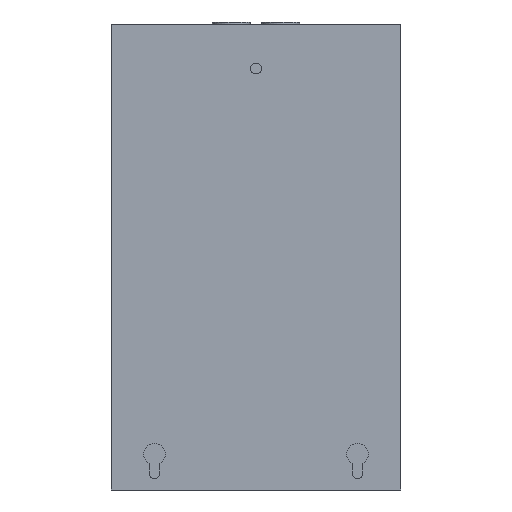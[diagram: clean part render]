
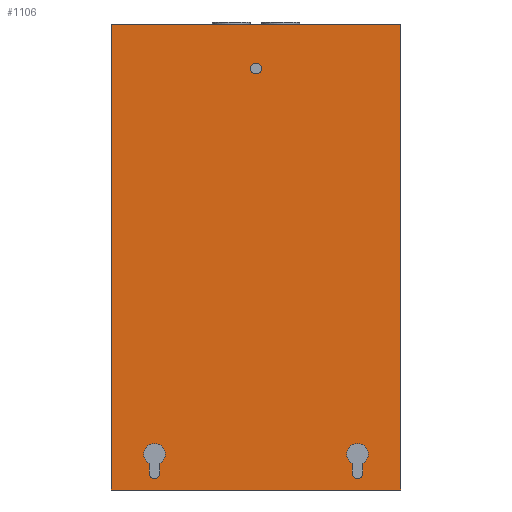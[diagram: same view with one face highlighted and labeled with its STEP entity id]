
A CAD part, front view. The second image highlights one B-rep face of the part: STEP entity #1106.
In plain terms, the highlighted planar face has unit normal (0, -1, 0).
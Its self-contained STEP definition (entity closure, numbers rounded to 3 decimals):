
#1 = DIRECTION ( 'NONE',  ( 0., -1., 0. ) ) ;
#3 = FACE_BOUND ( 'NONE', #1552, .T. ) ;
#28 = CARTESIAN_POINT ( 'NONE',  ( 64.75, -1.5, -131.25 ) ) ;
#32 = ORIENTED_EDGE ( 'NONE', *, *, #1087, .F. ) ;
#42 = AXIS2_PLACEMENT_3D ( 'NONE', #1615, #1480, #261 ) ;
#44 = CARTESIAN_POINT ( 'NONE',  ( -61.5, -1.5, -131.25 ) ) ;
#48 = ORIENTED_EDGE ( 'NONE', *, *, #1126, .T. ) ;
#54 = VERTEX_POINT ( 'NONE', #778 ) ;
#62 = CARTESIAN_POINT ( 'NONE',  ( 87.6, -1.5, -141.45 ) ) ;
#93 = EDGE_CURVE ( 'NONE', #1535, #348, #699, .T. ) ;
#113 = CARTESIAN_POINT ( 'NONE',  ( 61.5, -1.5, -134.5 ) ) ;
#118 = ORIENTED_EDGE ( 'NONE', *, *, #1541, .F. ) ;
#133 = VERTEX_POINT ( 'NONE', #678 ) ;
#174 = DIRECTION ( 'NONE',  ( 0., 0., 1. ) ) ;
#176 = CARTESIAN_POINT ( 'NONE',  ( -58.25, -1.5, -131.25 ) ) ;
#199 = ORIENTED_EDGE ( 'NONE', *, *, #1685, .F. ) ;
#200 = EDGE_CURVE ( 'NONE', #994, #451, #1226, .T. ) ;
#225 = VECTOR ( 'NONE', #318, 1000. ) ;
#230 = EDGE_CURVE ( 'NONE', #451, #426, #1702, .T. ) ;
#234 = CARTESIAN_POINT ( 'NONE',  ( 87.6, -1.5, 140.249 ) ) ;
#237 = EDGE_CURVE ( 'NONE', #1267, #978, #677, .T. ) ;
#247 = ORIENTED_EDGE ( 'NONE', *, *, #230, .F. ) ;
#253 = DIRECTION ( 'NONE',  ( 0., 1., 0. ) ) ;
#258 = EDGE_LOOP ( 'NONE', ( #315, #446, #118, #611, #838 ) ) ;
#261 = DIRECTION ( 'NONE',  ( 0., 0., 1. ) ) ;
#276 = FACE_BOUND ( 'NONE', #258, .T. ) ;
#298 = LINE ( 'NONE', #564, #225 ) ;
#315 = ORIENTED_EDGE ( 'NONE', *, *, #1210, .F. ) ;
#318 = DIRECTION ( 'NONE',  ( 0., 0., 1. ) ) ;
#322 = VERTEX_POINT ( 'NONE', #176 ) ;
#324 = CARTESIAN_POINT ( 'NONE',  ( 61.5, -1.5, -119.75 ) ) ;
#328 = VERTEX_POINT ( 'NONE', #1678 ) ;
#336 = CARTESIAN_POINT ( 'NONE',  ( -61.5, -1.5, -119.75 ) ) ;
#348 = VERTEX_POINT ( 'NONE', #28 ) ;
#390 = VERTEX_POINT ( 'NONE', #391 ) ;
#391 = CARTESIAN_POINT ( 'NONE',  ( 58.25, -1.5, -131.25 ) ) ;
#396 = CARTESIAN_POINT ( 'NONE',  ( 58.25, -1.5, -125.379 ) ) ;
#404 = DIRECTION ( 'NONE',  ( 0., 0., 1. ) ) ;
#406 = EDGE_CURVE ( 'NONE', #978, #1389, #1729, .T. ) ;
#413 = DIRECTION ( 'NONE',  ( 0., -1., 0. ) ) ;
#426 = VERTEX_POINT ( 'NONE', #899 ) ;
#429 = ORIENTED_EDGE ( 'NONE', *, *, #577, .T. ) ;
#436 = ORIENTED_EDGE ( 'NONE', *, *, #406, .F. ) ;
#446 = ORIENTED_EDGE ( 'NONE', *, *, #93, .F. ) ;
#448 = DIRECTION ( 'NONE',  ( -1., 0., 0. ) ) ;
#451 = VERTEX_POINT ( 'NONE', #1316 ) ;
#467 = VECTOR ( 'NONE', #1631, 1000. ) ;
#468 = CIRCLE ( 'NONE', #1760, 3.25 ) ;
#525 = EDGE_CURVE ( 'NONE', #133, #322, #468, .T. ) ;
#532 = DIRECTION ( 'NONE',  ( 0., 0., -1. ) ) ;
#537 = AXIS2_PLACEMENT_3D ( 'NONE', #44, #1649, #1673 ) ;
#538 = CARTESIAN_POINT ( 'NONE',  ( 61.5, -1.5, -131.25 ) ) ;
#556 = VECTOR ( 'NONE', #1577, 1000. ) ;
#564 = CARTESIAN_POINT ( 'NONE',  ( 64.75, -1.5, -125.379 ) ) ;
#577 = EDGE_CURVE ( 'NONE', #994, #1309, #1604, .T. ) ;
#589 = EDGE_CURVE ( 'NONE', #744, #390, #1624, .T. ) ;
#611 = ORIENTED_EDGE ( 'NONE', *, *, #589, .F. ) ;
#654 = AXIS2_PLACEMENT_3D ( 'NONE', #1766, #792, #1749 ) ;
#655 = CIRCLE ( 'NONE', #738, 3.25 ) ;
#677 = CIRCLE ( 'NONE', #1647, 6.5 ) ;
#678 = CARTESIAN_POINT ( 'NONE',  ( -61.5, -1.5, -134.5 ) ) ;
#681 = PLANE ( 'NONE',  #871 ) ;
#685 = AXIS2_PLACEMENT_3D ( 'NONE', #324, #1385, #174 ) ;
#686 = CIRCLE ( 'NONE', #537, 3.25 ) ;
#693 = DIRECTION ( 'NONE',  ( 0., 0., 1. ) ) ;
#699 = CIRCLE ( 'NONE', #42, 3.25 ) ;
#737 = DIRECTION ( 'NONE',  ( 0., 0., -1. ) ) ;
#738 = AXIS2_PLACEMENT_3D ( 'NONE', #538, #1, #404 ) ;
#744 = VERTEX_POINT ( 'NONE', #942 ) ;
#759 = VERTEX_POINT ( 'NONE', #1486 ) ;
#778 = CARTESIAN_POINT ( 'NONE',  ( 0., -1.5, 110.5 ) ) ;
#792 = DIRECTION ( 'NONE',  ( 0., -1., 0. ) ) ;
#800 = FACE_BOUND ( 'NONE', #963, .T. ) ;
#803 = CARTESIAN_POINT ( 'NONE',  ( 87.6, -1.5, 140.249 ) ) ;
#810 = CARTESIAN_POINT ( 'NONE',  ( -58.25, -1.5, -125.379 ) ) ;
#834 = ORIENTED_EDGE ( 'NONE', *, *, #200, .F. ) ;
#838 = ORIENTED_EDGE ( 'NONE', *, *, #1261, .F. ) ;
#871 = AXIS2_PLACEMENT_3D ( 'NONE', #1472, #253, #693 ) ;
#881 = DIRECTION ( 'NONE',  ( 0., -1., 0. ) ) ;
#899 = CARTESIAN_POINT ( 'NONE',  ( -87.6, -1.5, -141.45 ) ) ;
#936 = DIRECTION ( 'NONE',  ( 0., 0., -1. ) ) ;
#942 = CARTESIAN_POINT ( 'NONE',  ( 58.25, -1.5, -125.379 ) ) ;
#963 = EDGE_LOOP ( 'NONE', ( #32, #1050 ) ) ;
#978 = VERTEX_POINT ( 'NONE', #1432 ) ;
#982 = ORIENTED_EDGE ( 'NONE', *, *, #1526, .F. ) ;
#990 = ORIENTED_EDGE ( 'NONE', *, *, #237, .F. ) ;
#994 = VERTEX_POINT ( 'NONE', #234 ) ;
#1014 = VECTOR ( 'NONE', #532, 1000. ) ;
#1018 = ORIENTED_EDGE ( 'NONE', *, *, #525, .F. ) ;
#1050 = ORIENTED_EDGE ( 'NONE', *, *, #1175, .F. ) ;
#1074 = CARTESIAN_POINT ( 'NONE',  ( 87.6, -1.5, -141.45 ) ) ;
#1087 = EDGE_CURVE ( 'NONE', #54, #759, #1154, .T. ) ;
#1088 = CARTESIAN_POINT ( 'NONE',  ( 0., -1.5, 113.75 ) ) ;
#1106 = ADVANCED_FACE ( 'NONE', ( #800, #3, #276, #1351 ), #681, .F. ) ;
#1125 = CIRCLE ( 'NONE', #685, 6.5 ) ;
#1126 = EDGE_CURVE ( 'NONE', #1309, #426, #1208, .T. ) ;
#1142 = CARTESIAN_POINT ( 'NONE',  ( -64.75, -1.5, -131.25 ) ) ;
#1150 = VECTOR ( 'NONE', #1487, 1000. ) ;
#1154 = CIRCLE ( 'NONE', #654, 3.25 ) ;
#1157 = VECTOR ( 'NONE', #1746, 1000. ) ;
#1165 = EDGE_LOOP ( 'NONE', ( #48, #247, #834, #429 ) ) ;
#1175 = EDGE_CURVE ( 'NONE', #759, #54, #1682, .T. ) ;
#1208 = LINE ( 'NONE', #1364, #1014 ) ;
#1210 = EDGE_CURVE ( 'NONE', #348, #328, #298, .T. ) ;
#1226 = LINE ( 'NONE', #1074, #467 ) ;
#1248 = CARTESIAN_POINT ( 'NONE',  ( -58.25, -1.5, -125.379 ) ) ;
#1261 = EDGE_CURVE ( 'NONE', #328, #744, #1125, .T. ) ;
#1267 = VERTEX_POINT ( 'NONE', #1248 ) ;
#1300 = DIRECTION ( 'NONE',  ( 0., -1., 0. ) ) ;
#1309 = VERTEX_POINT ( 'NONE', #1411 ) ;
#1316 = CARTESIAN_POINT ( 'NONE',  ( 87.6, -1.5, -141.45 ) ) ;
#1336 = LINE ( 'NONE', #810, #1157 ) ;
#1345 = CARTESIAN_POINT ( 'NONE',  ( -61.5, -1.5, -131.25 ) ) ;
#1351 = FACE_OUTER_BOUND ( 'NONE', #1165, .T. ) ;
#1364 = CARTESIAN_POINT ( 'NONE',  ( -87.6, -1.5, -141.45 ) ) ;
#1385 = DIRECTION ( 'NONE',  ( 0., -1., 0. ) ) ;
#1389 = VERTEX_POINT ( 'NONE', #1142 ) ;
#1411 = CARTESIAN_POINT ( 'NONE',  ( -87.6, -1.5, 140.249 ) ) ;
#1432 = CARTESIAN_POINT ( 'NONE',  ( -64.75, -1.5, -125.379 ) ) ;
#1441 = CARTESIAN_POINT ( 'NONE',  ( -64.75, -1.5, -125.379 ) ) ;
#1443 = VECTOR ( 'NONE', #448, 1000. ) ;
#1472 = CARTESIAN_POINT ( 'NONE',  ( 87.6, -1.5, -141.45 ) ) ;
#1480 = DIRECTION ( 'NONE',  ( 0., -1., 0. ) ) ;
#1486 = CARTESIAN_POINT ( 'NONE',  ( 0., -1.5, 117. ) ) ;
#1487 = DIRECTION ( 'NONE',  ( -1., 0., 0. ) ) ;
#1507 = DIRECTION ( 'NONE',  ( 0., 0., -1. ) ) ;
#1526 = EDGE_CURVE ( 'NONE', #322, #1267, #1336, .T. ) ;
#1535 = VERTEX_POINT ( 'NONE', #113 ) ;
#1541 = EDGE_CURVE ( 'NONE', #390, #1535, #655, .T. ) ;
#1552 = EDGE_LOOP ( 'NONE', ( #436, #990, #982, #1018, #199 ) ) ;
#1555 = VECTOR ( 'NONE', #936, 1000. ) ;
#1577 = DIRECTION ( 'NONE',  ( 0., 0., -1. ) ) ;
#1593 = AXIS2_PLACEMENT_3D ( 'NONE', #1088, #413, #1507 ) ;
#1604 = LINE ( 'NONE', #803, #1150 ) ;
#1615 = CARTESIAN_POINT ( 'NONE',  ( 61.5, -1.5, -131.25 ) ) ;
#1624 = LINE ( 'NONE', #396, #1555 ) ;
#1631 = DIRECTION ( 'NONE',  ( 0., 0., -1. ) ) ;
#1647 = AXIS2_PLACEMENT_3D ( 'NONE', #336, #881, #737 ) ;
#1649 = DIRECTION ( 'NONE',  ( 0., -1., 0. ) ) ;
#1673 = DIRECTION ( 'NONE',  ( 0., 0., -1. ) ) ;
#1678 = CARTESIAN_POINT ( 'NONE',  ( 64.75, -1.5, -125.379 ) ) ;
#1682 = CIRCLE ( 'NONE', #1593, 3.25 ) ;
#1685 = EDGE_CURVE ( 'NONE', #1389, #133, #686, .T. ) ;
#1702 = LINE ( 'NONE', #62, #1443 ) ;
#1729 = LINE ( 'NONE', #1441, #556 ) ;
#1734 = DIRECTION ( 'NONE',  ( 0., 0., -1. ) ) ;
#1746 = DIRECTION ( 'NONE',  ( 0., 0., 1. ) ) ;
#1749 = DIRECTION ( 'NONE',  ( 0., 0., -1. ) ) ;
#1760 = AXIS2_PLACEMENT_3D ( 'NONE', #1345, #1300, #1734 ) ;
#1766 = CARTESIAN_POINT ( 'NONE',  ( 0., -1.5, 113.75 ) ) ;
